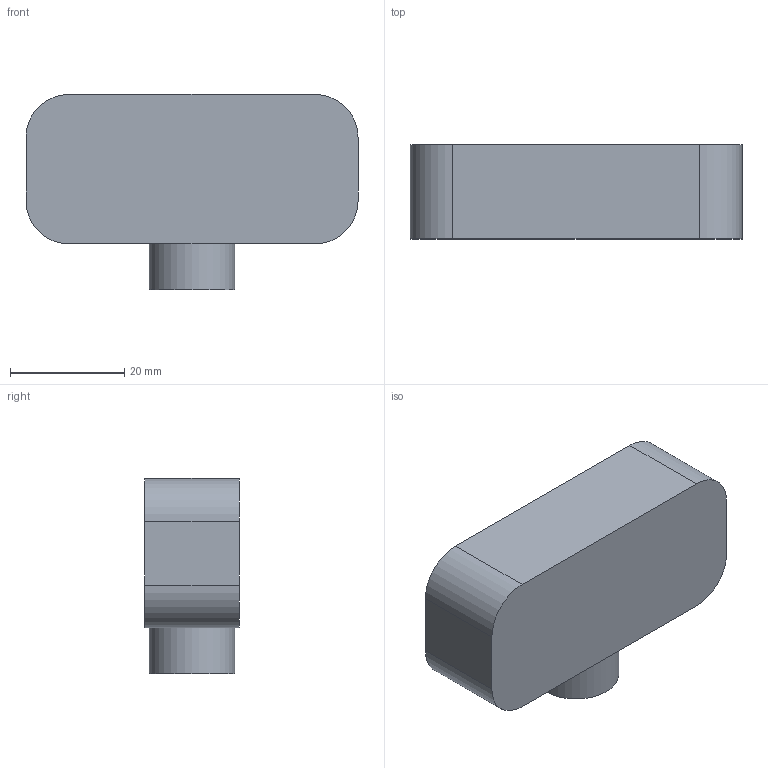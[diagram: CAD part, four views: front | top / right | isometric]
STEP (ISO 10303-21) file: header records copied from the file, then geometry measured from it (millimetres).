
FILE_DESCRIPTION(/* description */ (''),/* implementation_level */ '2;1');
FILE_NAME(/* name */ 'Camera Case Back.step',/* time_stamp */ '2021-08-07T16:11:46+02:00',/* author */ (''),/* organization */ (''),/* preprocessor_version */ 'ST-DEVELOPER v18.1',/* originating_system */ 'Autodesk Translation Framework v10.9.0.1377',/* authorisation */ '');
FILE_SCHEMA (('AUTOMOTIVE_DESIGN { 1 0 10303 214 3 1 1 }'));
Length unit declared in the file: millimetre
Products named in the file (2): Camera Case; Camera Case Back
Assembly tree (1 placements, depth 2):
  Camera Case
    Camera Case Back
Bounding box: 58.2 x 16.5 x 34.2 mm (x, y, z)
Volume: 7574.4 mm3; surface area: 9192.5 mm2
Topology: 1 solids, 1 shells, 57 faces, 122 edges, 81 vertices
Faces by surface type: plane 29, cylinder 27, sphere 1
Full cylindrical faces by diameter (mm): 1.65 x9, 4 x4, 15 x1
Entity records: 1617 total; most frequent: DIRECTION 298, CARTESIAN_POINT 263, ORIENTED_EDGE 244, EDGE_CURVE 122, AXIS2_PLACEMENT_3D 116, VERTEX_POINT 81, EDGE_LOOP 71, LINE 66
